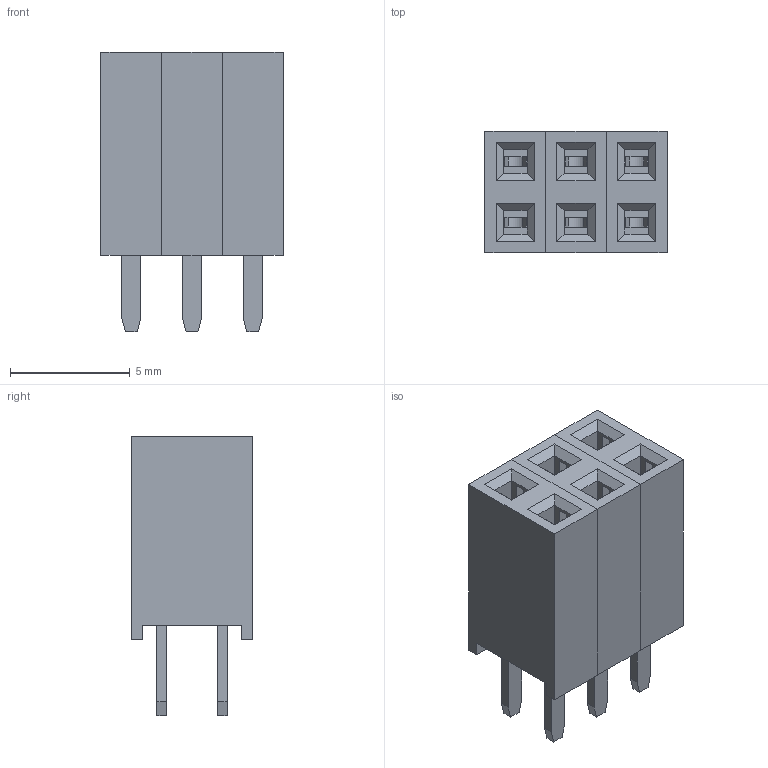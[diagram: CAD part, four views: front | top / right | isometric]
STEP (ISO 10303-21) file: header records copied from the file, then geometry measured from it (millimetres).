
FILE_DESCRIPTION (( 'STEP AP214' ), '1' );
FILE_NAME ('User Library-HeaderRangLuocKepThang2.54mm.STEP', '2019-04-08T09:29:58', ( '' ), ( '' ), 'SwSTEP 2.0', 'SolidWorks 2019', '' );
FILE_SCHEMA (( 'AUTOMOTIVE_DESIGN' ));
Length unit declared in the file: millimetre
Products named in the file (1): User Library-HeaderRangLuocKepThang2.54mm
Bounding box: 7.62 x 5.08 x 11.7 mm (x, y, z)
Volume: 270.1 mm3; surface area: 897.6 mm2
Topology: 3 solids, 3 shells, 258 faces, 732 edges, 480 vertices
Faces by surface type: plane 252, cylinder 6
Entity records: 11114 total; most frequent: CARTESIAN_POINT 1471, ORIENTED_EDGE 1464, DIRECTION 1262, EDGE_CURVE 732, LINE 720, VECTOR 720, VERTEX_POINT 480, EDGE_LOOP 282
